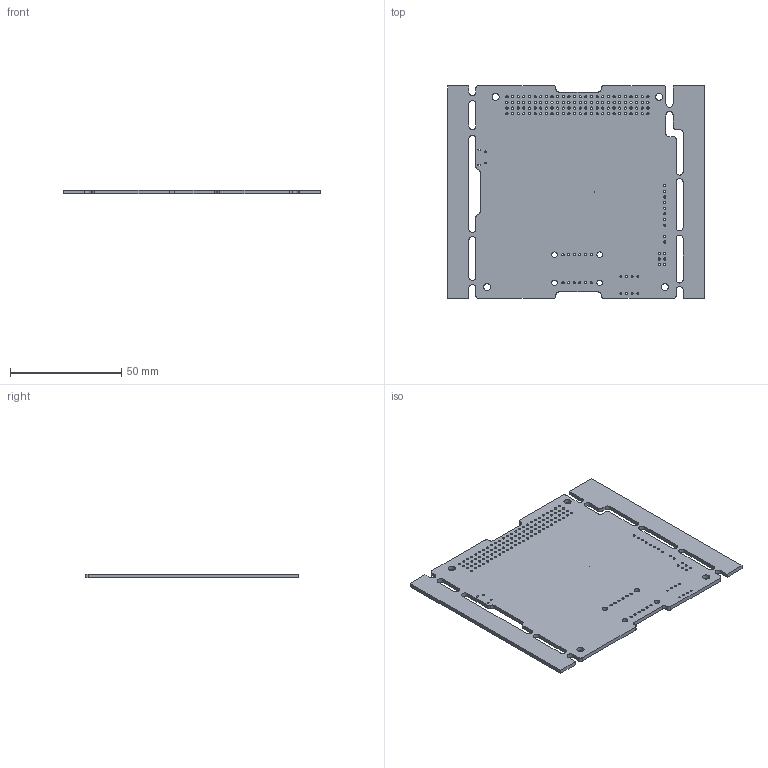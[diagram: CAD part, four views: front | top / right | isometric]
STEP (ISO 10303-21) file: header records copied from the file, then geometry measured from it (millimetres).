
FILE_DESCRIPTION(('KiCad electronic assembly'),'2;1');
FILE_NAME('Avionics_Board.step','2024-04-20T16:15:52',('Pcbnew'),( 'Kicad'),'Open CASCADE STEP processor 7.7','KiCad to STEP converter' ,'Unknown');
FILE_SCHEMA(('AUTOMOTIVE_DESIGN { 1 0 10303 214 1 1 1 1 }'));
Length unit declared in the file: millimetre
Products named in the file (2): Avionics_Board 1; Avionics_Board_PCB
Assembly tree (1 placements, depth 2):
  Avionics_Board 1
    Avionics_Board_PCB
Bounding box: 115.57 x 95.89 x 1.77 mm (x, y, z)
Volume: 18060.4 mm3; surface area: 22753 mm2
Topology: 1 solids, 1 shells, 243 faces, 723 edges, 482 vertices
Faces by surface type: cylinder 190, plane 53
Full cylindrical faces by diameter (mm): 0.8 x8, 0.85 x2, 1 x132, 2.489 x4, 3.2 x4
Entity records: 9030 total; most frequent: DIRECTION 1593, CARTESIAN_POINT 1450, ORIENTED_EDGE 1446, EDGE_CURVE 723, AXIS2_PLACEMENT_3D 625, FACE_BOUND 561, EDGE_LOOP 561, VERTEX_POINT 482
